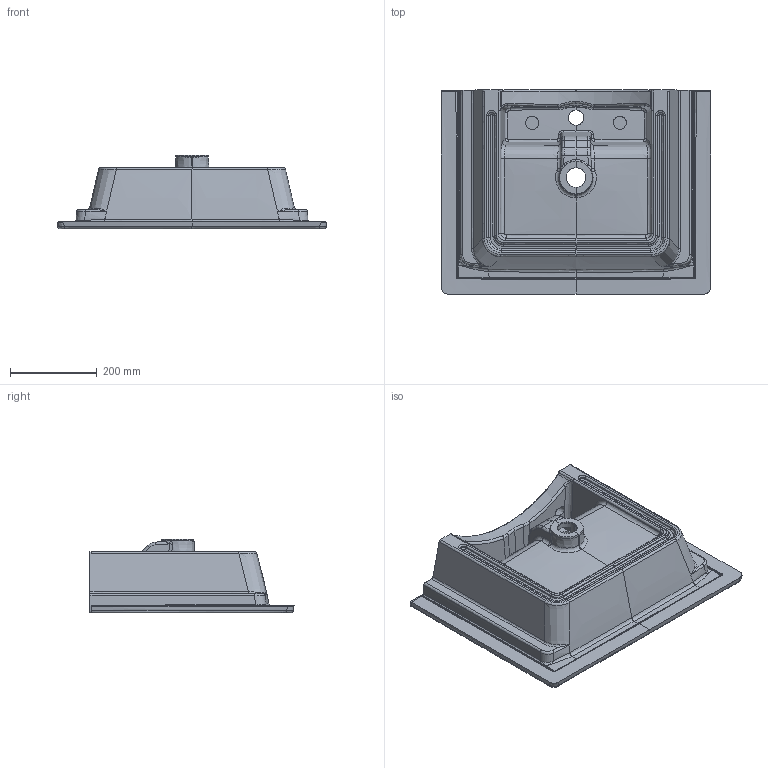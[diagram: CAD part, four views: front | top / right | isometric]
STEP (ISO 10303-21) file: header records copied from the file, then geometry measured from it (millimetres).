
FILE_DESCRIPTION (( 'STEP AP214' ), '1' );
FILE_NAME ('UN060B_STEP_V10321.STEP', '2021-03-12T16:34:47', ( '' ), ( '' ), 'SwSTEP 2.0', 'SolidWorks 2019', '' );
FILE_SCHEMA (( 'AUTOMOTIVE_DESIGN' ));
Length unit declared in the file: millimetre
Products named in the file (1): UN060B_STEP_V10321
Bounding box: 620.58 x 470.02 x 170.38 mm (x, y, z)
Volume: 9554765.1 mm3; surface area: 1018401.1 mm2
Topology: 1 solids, 1 shells, 368 faces, 873 edges, 503 vertices
Faces by surface type: bspline 340, cylinder 11, plane 11, cone 6
Entity records: 35650 total; most frequent: CARTESIAN_POINT 29922, ORIENTED_EDGE 1742, EDGE_CURVE 871, B_SPLINE_CURVE_WITH_KNOTS 796, VERTEX_POINT 503, EDGE_LOOP 376, ADVANCED_FACE 368, FACE_OUTER_BOUND 368
